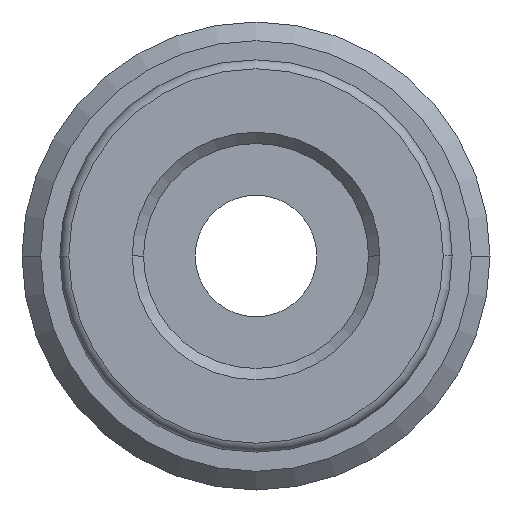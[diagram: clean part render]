
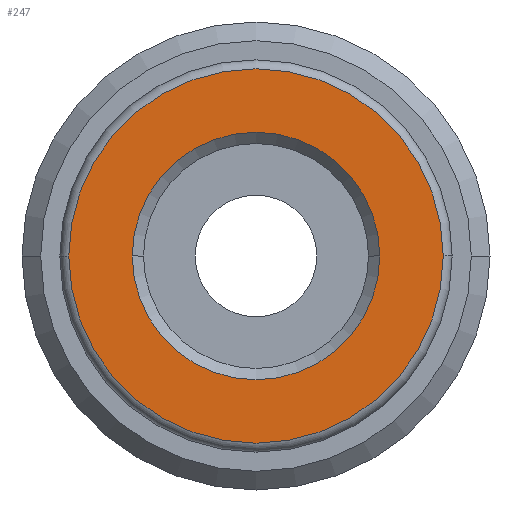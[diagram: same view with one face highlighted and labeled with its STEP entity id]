
A CAD part, front view. The second image highlights one B-rep face of the part: STEP entity #247.
In plain terms, the highlighted planar face has unit normal (0, -1, 0).
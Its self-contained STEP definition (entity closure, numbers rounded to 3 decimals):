
#247=ADVANCED_FACE('',(#505,#506),#507,.T.);
#505=FACE_BOUND('',#768,.T.);
#506=FACE_OUTER_BOUND('',#769,.T.);
#507=PLANE('',#770);
#768=EDGE_LOOP('',(#1386,#1387));
#769=EDGE_LOOP('',(#1388,#1389));
#770=AXIS2_PLACEMENT_3D('',#1390,#1391,#1392);
#1386=ORIENTED_EDGE('',*,*,#1596,.T.);
#1387=ORIENTED_EDGE('',*,*,#1583,.T.);
#1388=ORIENTED_EDGE('',*,*,#1594,.T.);
#1389=ORIENTED_EDGE('',*,*,#1586,.T.);
#1390=CARTESIAN_POINT('',(0.0,0.0,0.0));
#1391=DIRECTION('',(0.0,-1.0,0.0));
#1392=DIRECTION('',(-1.0,0.0,0.0));
#1583=EDGE_CURVE('',#1912,#1914,#1916,.T.);
#1586=EDGE_CURVE('',#1920,#1918,#1921,.T.);
#1594=EDGE_CURVE('',#1918,#1920,#1929,.T.);
#1596=EDGE_CURVE('',#1914,#1912,#1931,.T.);
#1912=VERTEX_POINT('',#2347);
#1914=VERTEX_POINT('',#2350);
#1916=CIRCLE('',#2353,2.75);
#1918=VERTEX_POINT('',#2355);
#1920=VERTEX_POINT('',#2358);
#1921=CIRCLE('',#2359,4.16);
#1929=CIRCLE('',#2368,4.16);
#1931=CIRCLE('',#2370,2.75);
#2347=CARTESIAN_POINT('',(2.75,0.0,0.));
#2350=CARTESIAN_POINT('',(-2.75,0.0,0.));
#2353=AXIS2_PLACEMENT_3D('',#2911,#2912,#2913);
#2355=CARTESIAN_POINT('',(4.16,0.0,0.0));
#2358=CARTESIAN_POINT('',(-4.16,0.0,0.));
#2359=AXIS2_PLACEMENT_3D('',#2915,#2916,#2917);
#2368=AXIS2_PLACEMENT_3D('',#2928,#2929,#2930);
#2370=AXIS2_PLACEMENT_3D('',#2931,#2932,#2933);
#2911=CARTESIAN_POINT('',(0.0,0.0,0.0));
#2912=DIRECTION('',(-0.0,1.0,0.0));
#2913=DIRECTION('',(1.0,0.0,0.0));
#2915=CARTESIAN_POINT('',(0.0,0.0,0.0));
#2916=DIRECTION('',(0.0,-1.0,0.0));
#2917=DIRECTION('',(1.0,0.0,0.0));
#2928=CARTESIAN_POINT('',(0.0,0.0,0.0));
#2929=DIRECTION('',(0.0,-1.0,0.0));
#2930=DIRECTION('',(1.0,0.0,0.0));
#2931=CARTESIAN_POINT('',(0.0,0.0,0.0));
#2932=DIRECTION('',(-0.0,1.0,0.0));
#2933=DIRECTION('',(1.0,0.0,0.0));
